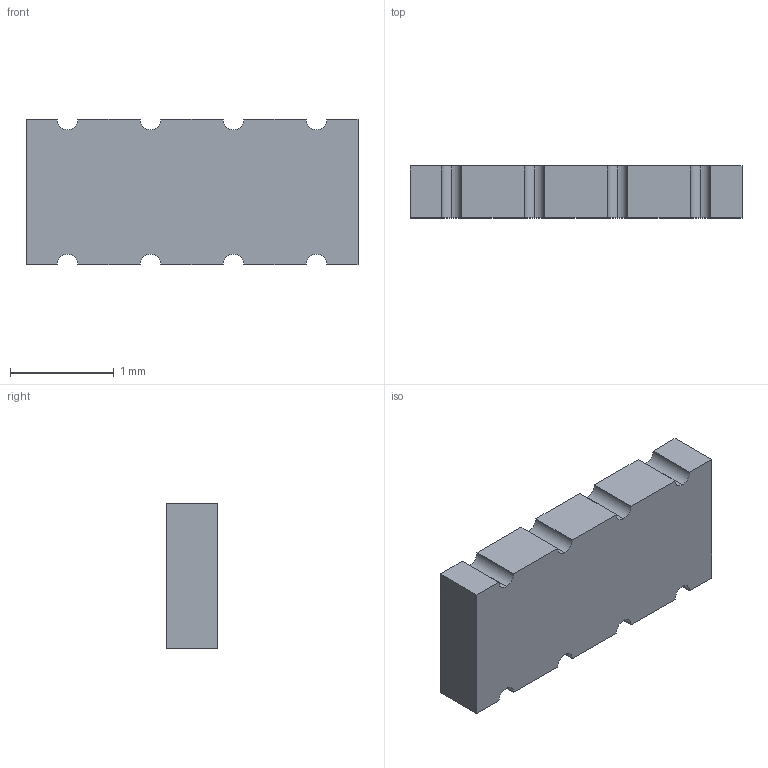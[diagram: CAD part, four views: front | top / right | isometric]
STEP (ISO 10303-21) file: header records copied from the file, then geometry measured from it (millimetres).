
FILE_DESCRIPTION (( 'STEP AP214' ), '1' );
FILE_NAME ('CAT16-104J4LF.STEP', '2022-09-15T09:54:35', ( '' ), ( '' ), 'SwSTEP 2.0', 'SolidWorks 2018', '' );
FILE_SCHEMA (( 'AUTOMOTIVE_DESIGN' ));
Length unit declared in the file: millimetre
Products named in the file (1): CAT16-104J4LF
Bounding box: 3.2 x 0.5 x 1.4 mm (x, y, z)
Volume: 2.2 mm3; surface area: 13.8 mm2
Topology: 1 solids, 1 shells, 42 faces, 124 edges, 84 vertices
Faces by surface type: plane 30, cylinder 12
Entity records: 1669 total; most frequent: CARTESIAN_POINT 251, ORIENTED_EDGE 248, DIRECTION 234, EDGE_CURVE 124, LINE 100, VECTOR 100, VERTEX_POINT 84, AXIS2_PLACEMENT_3D 67
